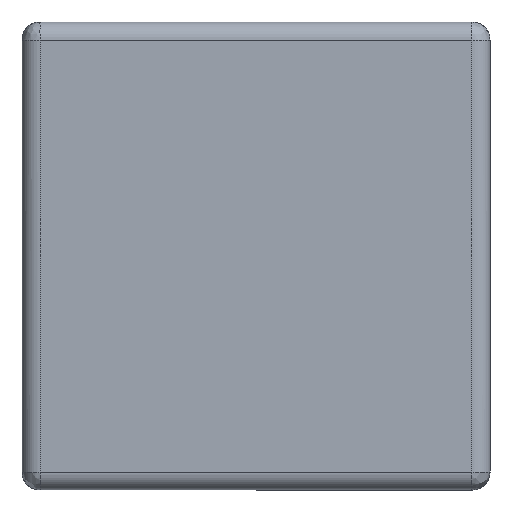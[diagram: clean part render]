
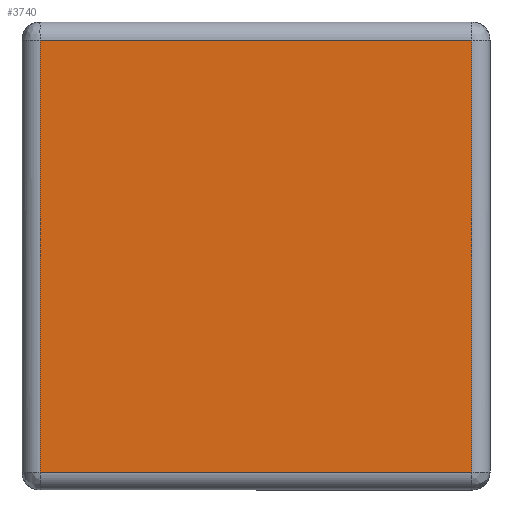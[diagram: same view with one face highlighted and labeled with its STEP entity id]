
A CAD part, left-side view. The second image highlights one B-rep face of the part: STEP entity #3740.
In plain terms, the highlighted free-form (B-spline) face has degree [1, 1] with [2, 2] control points.
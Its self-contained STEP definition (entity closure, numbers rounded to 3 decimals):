
#3740 = ADVANCED_FACE('',(#3741),#3771,.T.);
#3741 = FACE_BOUND('',#3742,.T.);
#3742 = EDGE_LOOP('',(#3743,#3752,#3759,#3766));
#3743 = ORIENTED_EDGE('',*,*,#3744,.T.);
#3744 = EDGE_CURVE('',#3745,#3747,#3749,.T.);
#3745 = VERTEX_POINT('',#3746);
#3746 = CARTESIAN_POINT('',(-1.,-0.6,1.25));
#3747 = VERTEX_POINT('',#3748);
#3748 = CARTESIAN_POINT('',(-1.,0.6,1.25));
#3749 = B_SPLINE_CURVE_WITH_KNOTS('',1,(#3750,#3751),.UNSPECIFIED.,.F.,
  .F.,(2,2),(-1.25,-0.05),.PIECEWISE_BEZIER_KNOTS.);
#3750 = CARTESIAN_POINT('',(-1.,-0.6,1.25));
#3751 = CARTESIAN_POINT('',(-1.,0.6,1.25));
#3752 = ORIENTED_EDGE('',*,*,#3753,.T.);
#3753 = EDGE_CURVE('',#3747,#3754,#3756,.T.);
#3754 = VERTEX_POINT('',#3755);
#3755 = CARTESIAN_POINT('',(-1.,0.6,0.05));
#3756 = B_SPLINE_CURVE_WITH_KNOTS('',1,(#3757,#3758),.UNSPECIFIED.,.F.,
  .F.,(2,2),(-1.25,-0.05),.PIECEWISE_BEZIER_KNOTS.);
#3757 = CARTESIAN_POINT('',(-1.,0.6,1.25));
#3758 = CARTESIAN_POINT('',(-1.,0.6,0.05));
#3759 = ORIENTED_EDGE('',*,*,#3760,.T.);
#3760 = EDGE_CURVE('',#3754,#3761,#3763,.T.);
#3761 = VERTEX_POINT('',#3762);
#3762 = CARTESIAN_POINT('',(-1.,-0.6,0.05));
#3763 = B_SPLINE_CURVE_WITH_KNOTS('',1,(#3764,#3765),.UNSPECIFIED.,.F.,
  .F.,(2,2),(-1.25,-0.05),.PIECEWISE_BEZIER_KNOTS.);
#3764 = CARTESIAN_POINT('',(-1.,0.6,0.05));
#3765 = CARTESIAN_POINT('',(-1.,-0.6,0.05));
#3766 = ORIENTED_EDGE('',*,*,#3767,.T.);
#3767 = EDGE_CURVE('',#3761,#3745,#3768,.T.);
#3768 = B_SPLINE_CURVE_WITH_KNOTS('',1,(#3769,#3770),.UNSPECIFIED.,.F.,
  .F.,(2,2),(-1.25,-0.05),.PIECEWISE_BEZIER_KNOTS.);
#3769 = CARTESIAN_POINT('',(-1.,-0.6,0.05));
#3770 = CARTESIAN_POINT('',(-1.,-0.6,1.25));
#3771 = B_SPLINE_SURFACE_WITH_KNOTS('',1,1,(
    (#3772,#3773)
    ,(#3774,#3775
    )),.UNSPECIFIED.,.F.,.F.,.F.,(2,2),(2,2),(-0.6,0.6),(-0.6,0.6),
  .PIECEWISE_BEZIER_KNOTS.);
#3772 = CARTESIAN_POINT('',(-1.,0.6,1.25));
#3773 = CARTESIAN_POINT('',(-1.,-0.6,1.25));
#3774 = CARTESIAN_POINT('',(-1.,0.6,0.05));
#3775 = CARTESIAN_POINT('',(-1.,-0.6,0.05));
